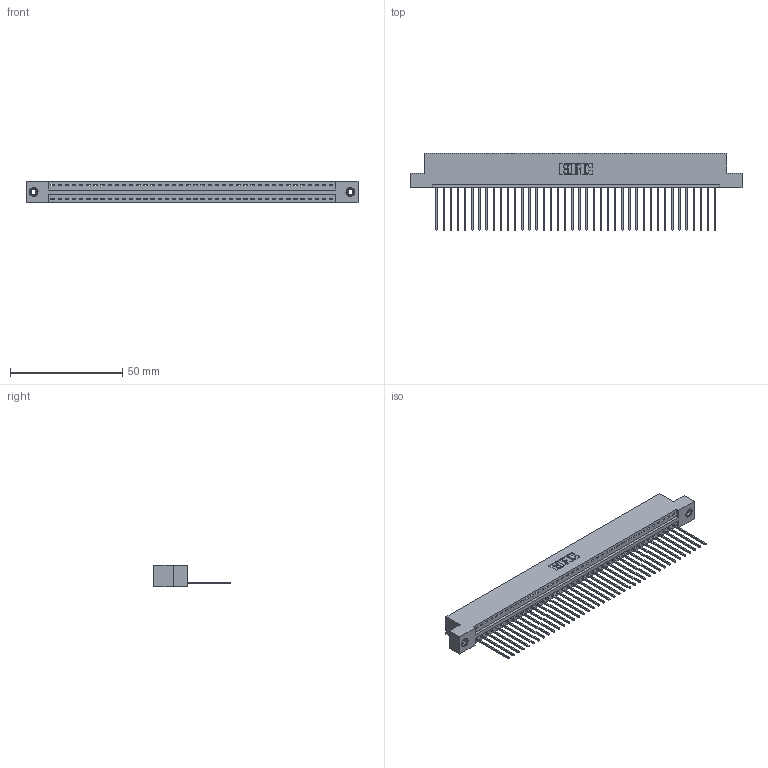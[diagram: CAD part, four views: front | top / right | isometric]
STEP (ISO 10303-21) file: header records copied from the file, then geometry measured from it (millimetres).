
FILE_DESCRIPTION (( 'STEP AP203' ), '1' );
FILE_NAME ('396-040-541-108.STEP', '2019-10-27T20:22:45', ( '' ), ( '' ), 'SwSTEP 2.0', 'SolidWorks 2016', '' );
FILE_SCHEMA (( 'CONFIG_CONTROL_DESIGN' ));
Length unit declared in the file: inch
Products named in the file (4): 346 Part_Flush Mounting Lugs - 0.156 Dia-TI; 396-040-541-108; 345-250-001_345-250-003-102; 345-292-001_345-293-141
Assembly tree (43 placements, depth 2):
  396-040-541-108
    346 Part_Flush Mounting Lugs - 0.156 Dia-TI
    345-292-001_345-293-141  x40
    345-250-001_345-250-003-102  x2
Bounding box: 147.57 x 34.29 x 9.4 mm (x, y, z)
Volume: 14237.8 mm3; surface area: 18584.1 mm2
Topology: 43 solids, 43 shells, 2502 faces, 7505 edges, 4942 vertices
Faces by surface type: plane 1708, cylinder 778, cone 12, torus 4
Entity records: 26298 total; most frequent: CARTESIAN_POINT 4491, ORIENTED_EDGE 4458, DIRECTION 3991, EDGE_CURVE 2229, LINE 1917, VECTOR 1917, VERTEX_POINT 1480, AXIS2_PLACEMENT_3D 1037
